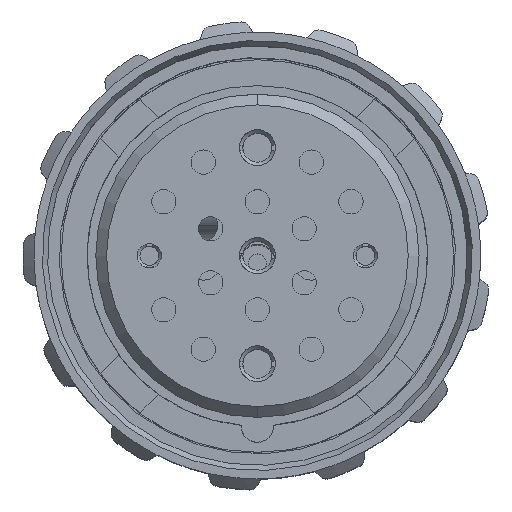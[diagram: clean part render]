
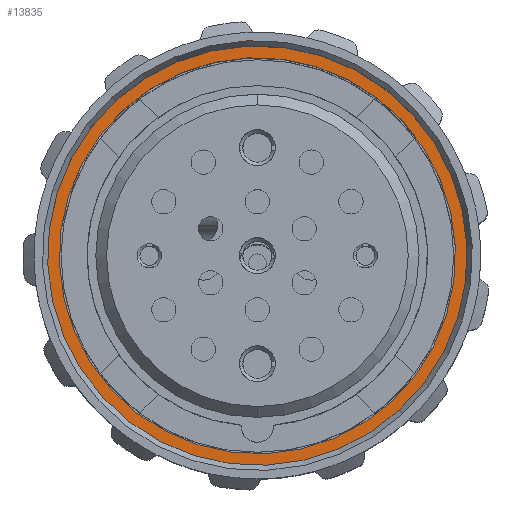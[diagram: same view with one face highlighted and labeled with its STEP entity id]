
A CAD part, top view. The second image highlights one B-rep face of the part: STEP entity #13835.
In plain terms, the highlighted planar face has unit normal (0, 0, 1).
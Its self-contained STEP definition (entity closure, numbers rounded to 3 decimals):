
#2063=CARTESIAN_POINT('',(-1.26,-2.076,
20.328));
#2064=DIRECTION('',(0.,0.,1.));
#2065=DIRECTION('',(-0.676,0.737,0.));
#2066=AXIS2_PLACEMENT_3D('',#2063,#2064,#2065);
#2068=CARTESIAN_POINT('',(-1.26,-2.076,
20.328));
#2069=DIRECTION('',(0.,0.,1.));
#2070=DIRECTION('',(0.676,-0.737,0.));
#2071=AXIS2_PLACEMENT_3D('',#2068,#2069,#2070);
#2073=CARTESIAN_POINT('',(-1.26,-2.076,
20.328));
#2074=DIRECTION('',(0.,0.,-1.));
#2075=DIRECTION('',(0.676,-0.737,0.));
#2076=AXIS2_PLACEMENT_3D('',#2073,#2074,#2075);
#2078=CARTESIAN_POINT('',(-1.26,-2.076,
20.328));
#2079=DIRECTION('',(0.,0.,-1.));
#2080=DIRECTION('',(-0.676,0.737,0.));
#2081=AXIS2_PLACEMENT_3D('',#2078,#2079,#2080);
#9241=CARTESIAN_POINT('',(-9.138,6.506,20.328));
#9243=VERTEX_POINT('',#9241);
#9265=CARTESIAN_POINT('',(-8.699,6.027,20.328));
#9266=CARTESIAN_POINT('',(6.179,-10.18,20.328));
#9267=VERTEX_POINT('',#9265);
#9268=VERTEX_POINT('',#9266);
#9275=CARTESIAN_POINT('',(6.619,-10.658,20.328));
#9277=VERTEX_POINT('',#9275);
#13820=CARTESIAN_POINT('',(-9.842,-9.955,
20.328));
#13821=DIRECTION('',(0.,0.,1.));
#13822=DIRECTION('',(-0.676,0.737,0.));
#13823=AXIS2_PLACEMENT_3D('',#13820,#13821,#13822);
#13824=PLANE('',#13823);
#13826=ORIENTED_EDGE('',*,*,#13825,.F.);
#13827=ORIENTED_EDGE('',*,*,#13534,.F.);
#13828=EDGE_LOOP('',(#13826,#13827));
#13829=FACE_OUTER_BOUND('',#13828,.F.);
#13831=ORIENTED_EDGE('',*,*,#13830,.F.);
#13832=ORIENTED_EDGE('',*,*,#13761,.F.);
#13833=EDGE_LOOP('',(#13831,#13832));
#13834=FACE_BOUND('',#13833,.F.);
#13835=ADVANCED_FACE('',(#13829,#13834),#13824,.T.);
#2067=CIRCLE('',#2066,11.65);
#2072=CIRCLE('',#2071,11.65);
#2077=CIRCLE('',#2076,11.);
#2082=CIRCLE('',#2081,11.);
#13534=EDGE_CURVE('',#9277,#9243,#2072,.T.);
#13761=EDGE_CURVE('',#9267,#9268,#2082,.T.);
#13825=EDGE_CURVE('',#9243,#9277,#2067,.T.);
#13830=EDGE_CURVE('',#9268,#9267,#2077,.T.);
